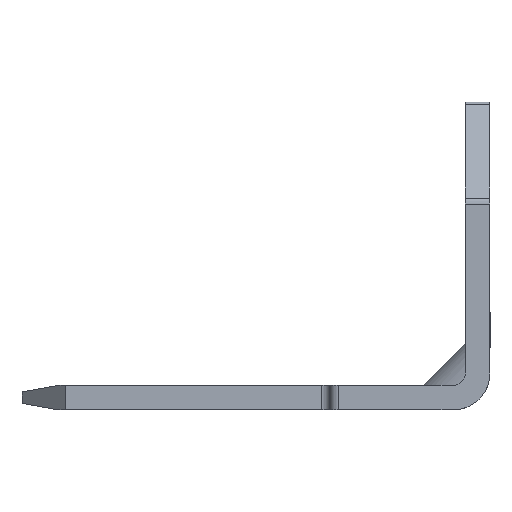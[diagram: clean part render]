
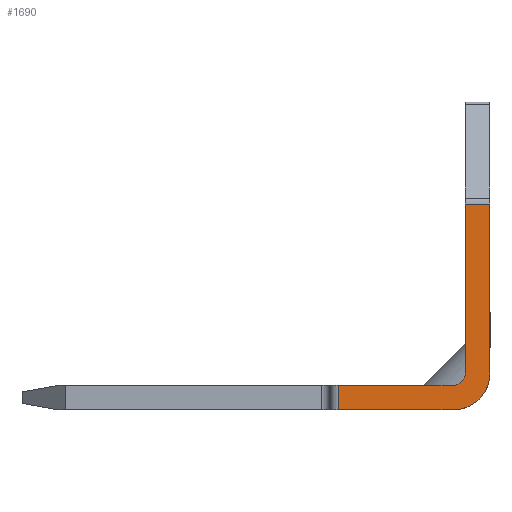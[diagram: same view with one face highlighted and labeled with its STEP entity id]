
A CAD part, left-side view. The second image highlights one B-rep face of the part: STEP entity #1690.
In plain terms, the highlighted planar face has unit normal (-1, 0, 0).
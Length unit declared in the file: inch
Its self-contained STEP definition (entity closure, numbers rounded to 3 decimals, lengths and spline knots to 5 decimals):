
#6 = CARTESIAN_POINT ( 'NONE',  ( -0.125, -0.225, 0.01 ) ) ;
#42 = DIRECTION ( 'NONE',  ( 1., 0., 0. ) ) ;
#73 = DIRECTION ( 'NONE',  ( 0., 0., -1. ) ) ;
#83 = CARTESIAN_POINT ( 'NONE',  ( -0.125, -0.132, -0.02 ) ) ;
#229 = VERTEX_POINT ( 'NONE', #1910 ) ;
#233 = CARTESIAN_POINT ( 'NONE',  ( -0.125, -0.235, 0.01 ) ) ;
#240 = DIRECTION ( 'NONE',  ( 0., 0., 1. ) ) ;
#260 = LINE ( 'NONE', #1716, #2019 ) ;
#262 = CARTESIAN_POINT ( 'NONE',  ( -0.125, -0.132, 0. ) ) ;
#276 = CARTESIAN_POINT ( 'NONE',  ( -0.125, -0.235, 0.1471 ) ) ;
#312 = EDGE_CURVE ( 'NONE', #1938, #627, #1916, .T. ) ;
#352 = LINE ( 'NONE', #706, #1196 ) ;
#484 = DIRECTION ( 'NONE',  ( 0., 1., 0. ) ) ;
#487 = CARTESIAN_POINT ( 'NONE',  ( -0.125, -0.225, 0. ) ) ;
#490 = VERTEX_POINT ( 'NONE', #767 ) ;
#491 = CARTESIAN_POINT ( 'NONE',  ( -0.125, 0.095, -0.02 ) ) ;
#523 = CARTESIAN_POINT ( 'NONE',  ( -0.125, -0.235, 0.01 ) ) ;
#544 = LINE ( 'NONE', #1882, #2170 ) ;
#598 = EDGE_LOOP ( 'NONE', ( #657, #1644, #1403, #623, #890, #2012, #1383, #1704 ) ) ;
#623 = ORIENTED_EDGE ( 'NONE', *, *, #1472, .F. ) ;
#627 = VERTEX_POINT ( 'NONE', #523 ) ;
#638 = EDGE_CURVE ( 'NONE', #229, #1457, #2009, .T. ) ;
#657 = ORIENTED_EDGE ( 'NONE', *, *, #1026, .F. ) ;
#704 = LINE ( 'NONE', #2095, #989 ) ;
#706 = CARTESIAN_POINT ( 'NONE',  ( -0.125, -0.255, 0.01 ) ) ;
#717 = CARTESIAN_POINT ( 'NONE',  ( -0.125, -0.255, 0.1471 ) ) ;
#721 = VERTEX_POINT ( 'NONE', #276 ) ;
#725 = DIRECTION ( 'NONE',  ( 0., 0., -1. ) ) ;
#767 = CARTESIAN_POINT ( 'NONE',  ( -0.125, -0.255, 0.01 ) ) ;
#885 = VECTOR ( 'NONE', #240, 39.37008 ) ;
#890 = ORIENTED_EDGE ( 'NONE', *, *, #1308, .F. ) ;
#989 = VECTOR ( 'NONE', #2081, 39.37008 ) ;
#999 = VERTEX_POINT ( 'NONE', #262 ) ;
#1026 = EDGE_CURVE ( 'NONE', #999, #1938, #704, .T. ) ;
#1077 = EDGE_CURVE ( 'NONE', #1305, #721, #544, .T. ) ;
#1083 = VECTOR ( 'NONE', #484, 39.37008 ) ;
#1196 = VECTOR ( 'NONE', #725, 39.37008 ) ;
#1305 = VERTEX_POINT ( 'NONE', #717 ) ;
#1308 = EDGE_CURVE ( 'NONE', #1305, #490, #352, .T. ) ;
#1378 = LINE ( 'NONE', #233, #885 ) ;
#1383 = ORIENTED_EDGE ( 'NONE', *, *, #1413, .F. ) ;
#1403 = ORIENTED_EDGE ( 'NONE', *, *, #638, .F. ) ;
#1413 = EDGE_CURVE ( 'NONE', #627, #721, #1378, .T. ) ;
#1442 = DIRECTION ( 'NONE',  ( 0., 0., -1. ) ) ;
#1457 = VERTEX_POINT ( 'NONE', #83 ) ;
#1472 = EDGE_CURVE ( 'NONE', #490, #229, #1673, .T. ) ;
#1507 = AXIS2_PLACEMENT_3D ( 'NONE', #1977, #2173, #2150 ) ;
#1560 = DIRECTION ( 'NONE',  ( 0., 0., -1. ) ) ;
#1573 = DIRECTION ( 'NONE',  ( -1., 0., 0. ) ) ;
#1604 = CARTESIAN_POINT ( 'NONE',  ( -0.125, -0.225, 0.01 ) ) ;
#1644 = ORIENTED_EDGE ( 'NONE', *, *, #2136, .T. ) ;
#1673 = CIRCLE ( 'NONE', #1507, 0.03 ) ;
#1690 = ADVANCED_FACE ( 'NONE', ( #2049 ), #2094, .F. ) ;
#1704 = ORIENTED_EDGE ( 'NONE', *, *, #312, .F. ) ;
#1713 = AXIS2_PLACEMENT_3D ( 'NONE', #6, #42, #73 ) ;
#1716 = CARTESIAN_POINT ( 'NONE',  ( -0.125, -0.132, 0.01 ) ) ;
#1802 = AXIS2_PLACEMENT_3D ( 'NONE', #1604, #1573, #1560 ) ;
#1882 = CARTESIAN_POINT ( 'NONE',  ( -0.125, -0.225, 0.1471 ) ) ;
#1885 = DIRECTION ( 'NONE',  ( 0., 1., 0. ) ) ;
#1910 = CARTESIAN_POINT ( 'NONE',  ( -0.125, -0.225, -0.02 ) ) ;
#1916 = CIRCLE ( 'NONE', #1802, 0.01 ) ;
#1938 = VERTEX_POINT ( 'NONE', #487 ) ;
#1977 = CARTESIAN_POINT ( 'NONE',  ( -0.125, -0.225, 0.01 ) ) ;
#2009 = LINE ( 'NONE', #491, #1083 ) ;
#2012 = ORIENTED_EDGE ( 'NONE', *, *, #1077, .T. ) ;
#2019 = VECTOR ( 'NONE', #1442, 39.37008 ) ;
#2049 = FACE_OUTER_BOUND ( 'NONE', #598, .T. ) ;
#2081 = DIRECTION ( 'NONE',  ( 0., -1., 0. ) ) ;
#2094 = PLANE ( 'NONE',  #1713 ) ;
#2095 = CARTESIAN_POINT ( 'NONE',  ( -0.125, 0.095, 0. ) ) ;
#2136 = EDGE_CURVE ( 'NONE', #999, #1457, #260, .T. ) ;
#2150 = DIRECTION ( 'NONE',  ( 0., 0., -1. ) ) ;
#2170 = VECTOR ( 'NONE', #1885, 39.37008 ) ;
#2173 = DIRECTION ( 'NONE',  ( 1., 0., 0. ) ) ;
